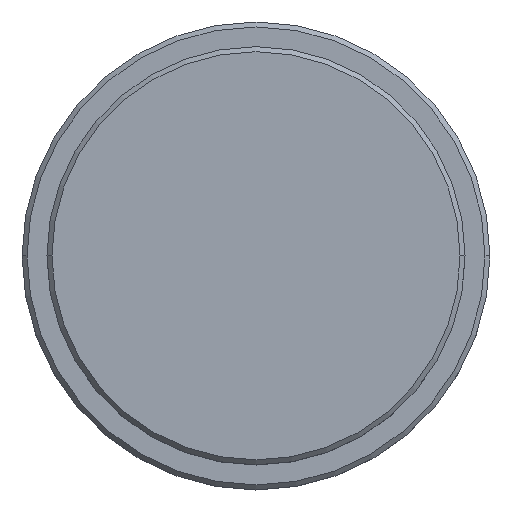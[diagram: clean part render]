
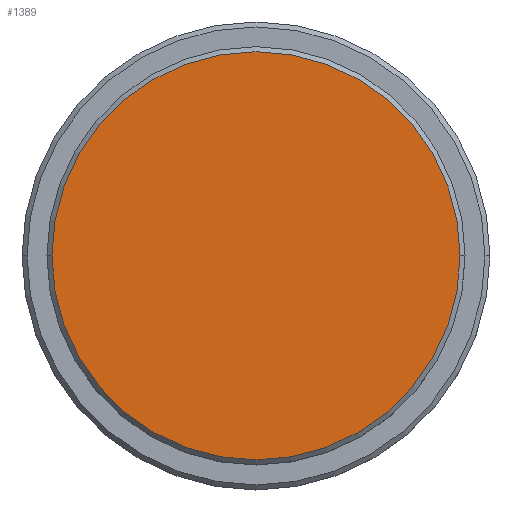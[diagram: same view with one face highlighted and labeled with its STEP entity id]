
A CAD part, top view. The second image highlights one B-rep face of the part: STEP entity #1389.
In plain terms, the highlighted planar face has unit normal (0, 0, 1).
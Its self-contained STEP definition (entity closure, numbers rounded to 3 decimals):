
#244 = AXIS2_PLACEMENT_3D ( 'NONE', #1400, #755, #425 ) ;
#345 = ORIENTED_EDGE ( 'NONE', *, *, #862, .T. ) ;
#398 = CIRCLE ( 'NONE', #244, 20.5 ) ;
#425 = DIRECTION ( 'NONE',  ( 1., 0., 0. ) ) ;
#436 = DIRECTION ( 'NONE',  ( 0., 0., 1. ) ) ;
#439 = VERTEX_POINT ( 'NONE', #720 ) ;
#499 = CARTESIAN_POINT ( 'NONE',  ( 0., 0., 0. ) ) ;
#547 = DIRECTION ( 'NONE',  ( 1., 0., 0. ) ) ;
#620 = CIRCLE ( 'NONE', #1102, 20.5 ) ;
#720 = CARTESIAN_POINT ( 'NONE',  ( 20.5, 0., 0. ) ) ;
#755 = DIRECTION ( 'NONE',  ( 0., 0., 1. ) ) ;
#837 = CARTESIAN_POINT ( 'NONE',  ( 0., 0., 0. ) ) ;
#862 = EDGE_CURVE ( 'NONE', #1239, #439, #620, .T. ) ;
#903 = AXIS2_PLACEMENT_3D ( 'NONE', #499, #436, #547 ) ;
#1030 = EDGE_CURVE ( 'NONE', #439, #1239, #398, .T. ) ;
#1043 = PLANE ( 'NONE',  #903 ) ;
#1102 = AXIS2_PLACEMENT_3D ( 'NONE', #837, #1392, #1263 ) ;
#1148 = FACE_OUTER_BOUND ( 'NONE', #1205, .T. ) ;
#1188 = ORIENTED_EDGE ( 'NONE', *, *, #1030, .T. ) ;
#1205 = EDGE_LOOP ( 'NONE', ( #345, #1188 ) ) ;
#1239 = VERTEX_POINT ( 'NONE', #1253 ) ;
#1253 = CARTESIAN_POINT ( 'NONE',  ( -20.5, 0., 0. ) ) ;
#1263 = DIRECTION ( 'NONE',  ( 1., 0., 0. ) ) ;
#1389 = ADVANCED_FACE ( 'NONE', ( #1148 ), #1043, .T. ) ;
#1392 = DIRECTION ( 'NONE',  ( 0., 0., 1. ) ) ;
#1400 = CARTESIAN_POINT ( 'NONE',  ( 0., 0., 0. ) ) ;
